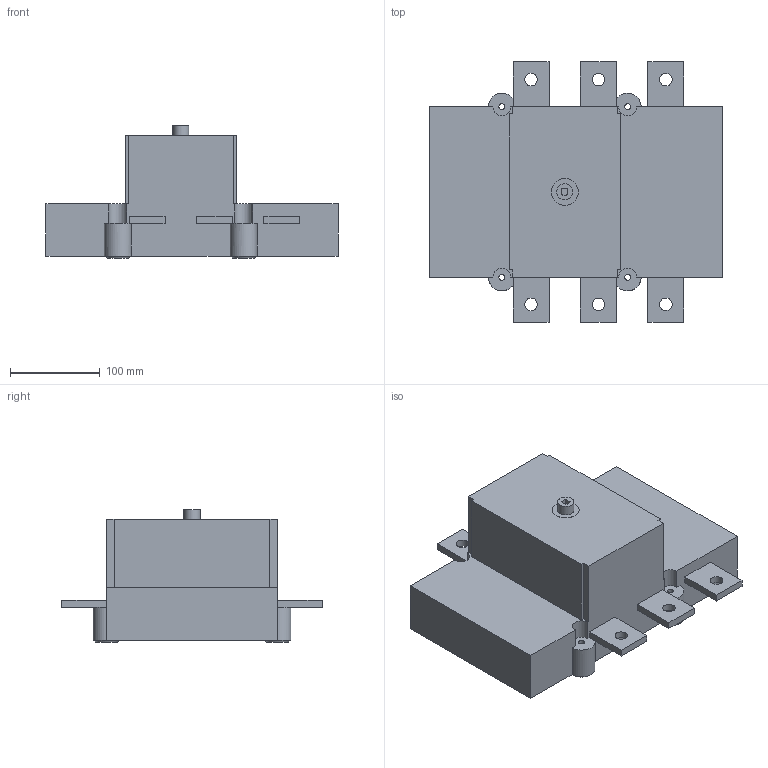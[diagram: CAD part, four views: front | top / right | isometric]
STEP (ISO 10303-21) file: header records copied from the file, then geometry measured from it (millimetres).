
FILE_DESCRIPTION(/* description */ (''),/* implementation_level */ '2;1');
FILE_NAME(/* name */ '3d_GE1000.stp',/* time_stamp */ '2022-07-07T16:10:22+02:00',/* author */ (''),/* organization */ (''),/* preprocessor_version */ 'ST-DEVELOPER v16.7',/* originating_system */ 'SIEMENS PLM Software NX 12.0',/* authorisation */ '');
FILE_SCHEMA (('AUTOMOTIVE_DESIGN { 1 0 10303 214 3 1 1 1 }'));
Length unit declared in the file: millimetre
Products named in the file (1): RuggCAF88DFFnavy
Bounding box: 325 x 290 x 148 mm (x, y, z)
Volume: 5522698.7 mm3; surface area: 271077.8 mm2
Topology: 1 solids, 1 shells, 95 faces, 250 edges, 166 vertices
Faces by surface type: plane 71, cylinder 20, cone 4
Full cylindrical faces by diameter (mm): 6.5 x4, 14 x6, 18 x1, 30 x1
Entity records: 2928 total; most frequent: CARTESIAN_POINT 494, DIRECTION 476, ORIENTED_EDGE 464, EDGE_CURVE 232, LINE 180, VECTOR 180, VERTEX_POINT 164, AXIS2_PLACEMENT_3D 148
